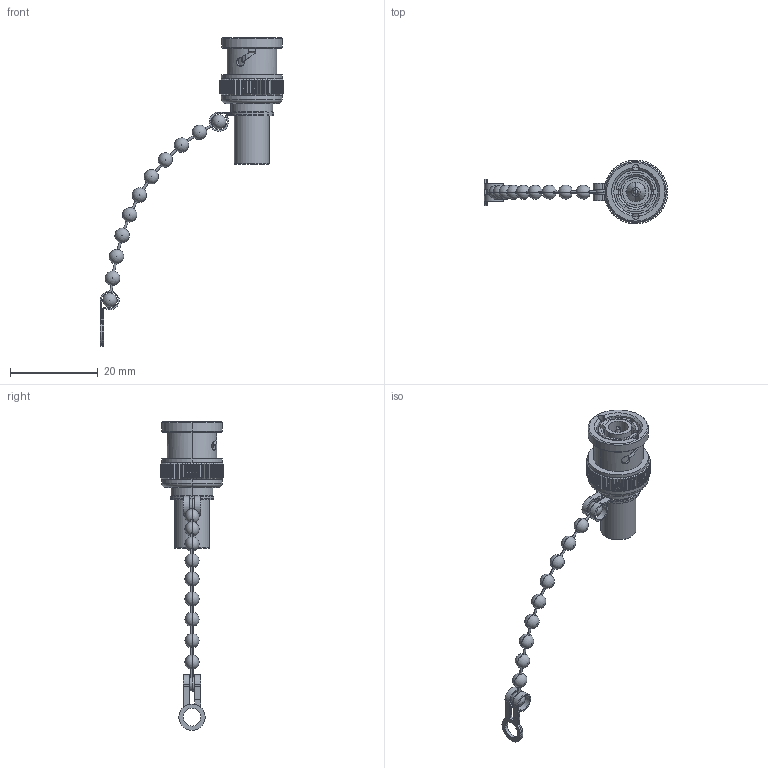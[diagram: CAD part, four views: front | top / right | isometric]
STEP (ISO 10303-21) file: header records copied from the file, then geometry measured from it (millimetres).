
FILE_DESCRIPTION (( 'STEP AP203' ), '1' );
FILE_NAME ('FMTR6252C_3D.STEP', '2022-06-22T11:32:03', ( '' ), ( '' ), 'SwSTEP 2.0', 'SolidWorks 2021', '' );
FILE_SCHEMA (( 'CONFIG_CONTROL_DESIGN' ));
Length unit declared in the file: millimetre
Products named in the file (7): TER_Chain Latch1; TER_Main Body; TER_Chain Link; FMTR6252C_3D; TER_Plug; TER_Chain Assembly; TER_Chain Latch
Assembly tree (25 placements, depth 3):
  FMTR6252C_3D
    TER_Main Body
    TER_Chain Assembly
      TER_Chain Latch
      TER_Chain Link  x20
      TER_Chain Latch1
    TER_Plug
Bounding box: 41.75 x 14.5 x 70.33 mm (x, y, z)
Volume: 2686.4 mm3; surface area: 3580.4 mm2
Topology: 25 solids, 25 shells, 620 faces, 1705 edges, 1105 vertices
Faces by surface type: plane 303, cylinder 200, bspline 42, sphere 42, cone 31, torus 2
Entity records: 19090 total; most frequent: CARTESIAN_POINT 5216, ORIENTED_EDGE 2860, DIRECTION 2356, EDGE_CURVE 1430, VERTEX_POINT 929, AXIS2_PLACEMENT_3D 882, LINE 592, VECTOR 592
